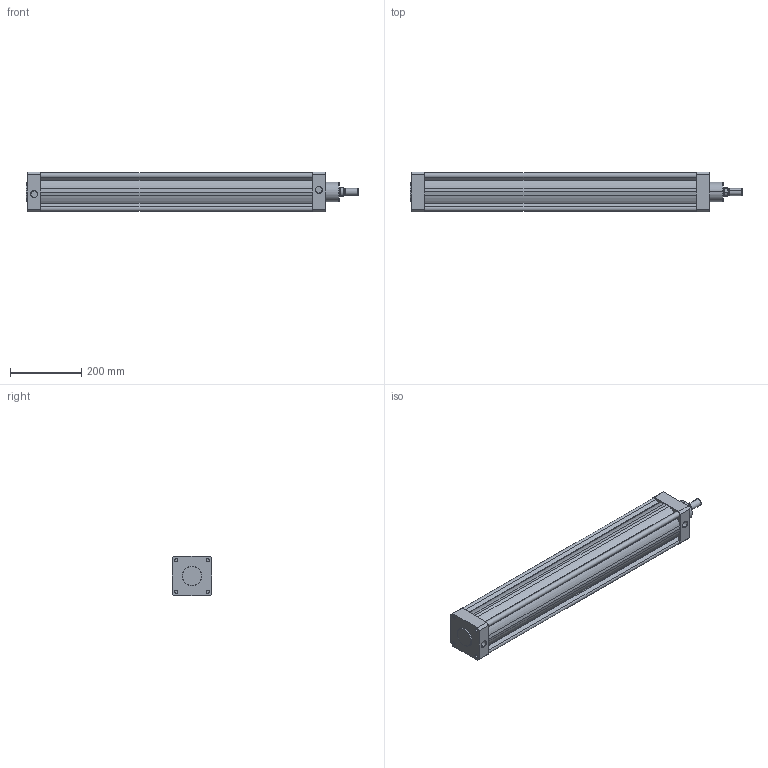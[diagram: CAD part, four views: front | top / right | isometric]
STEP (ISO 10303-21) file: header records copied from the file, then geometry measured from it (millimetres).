
FILE_DESCRIPTION (( 'STEP AP214' ), '1' );
FILE_NAME ('PAC 100-700 CYLINDER.STEP', '2010-08-04T08:36:45', ( '' ), ( '' ), 'SwSTEP 2.0', 'SolidWorks 2010', '' );
FILE_SCHEMA (( 'AUTOMOTIVE_DESIGN' ));
Length unit declared in the file: millimetre
Products named in the file (5): ISP-PAC  100 arka kapak; ISP-PAC  100 On kapak; 100 M尳; 100; PAC  100-700  CYLINDER
Assembly tree (5 placements, depth 2):
  PAC  100-700  CYLINDER
    ISP-PAC  100 On kapak
    100  x2
    ISP-PAC  100 arka kapak
    100 M尳
Bounding box: 933 x 112 x 112 mm (x, y, z)
Volume: 4961676.7 mm3; surface area: 1569919.5 mm2
Topology: 5 solids, 5 shells, 222 faces, 552 edges, 356 vertices
Faces by surface type: cylinder 114, plane 72, cone 26, torus 10
Entity records: 5440 total; most frequent: DIRECTION 944, CARTESIAN_POINT 908, ORIENTED_EDGE 804, EDGE_CURVE 402, AXIS2_PLACEMENT_3D 380, VERTEX_POINT 256, CIRCLE 202, EDGE_LOOP 198
